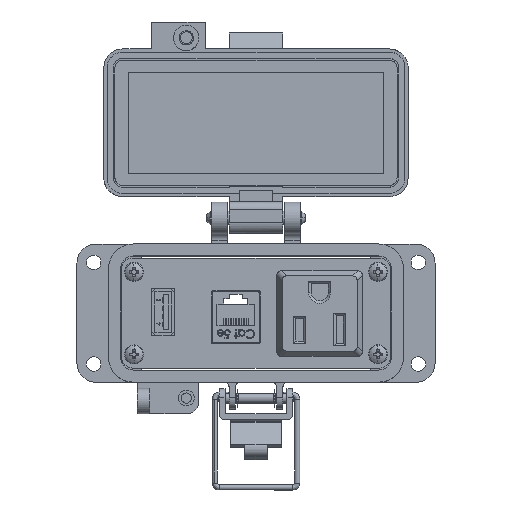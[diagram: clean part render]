
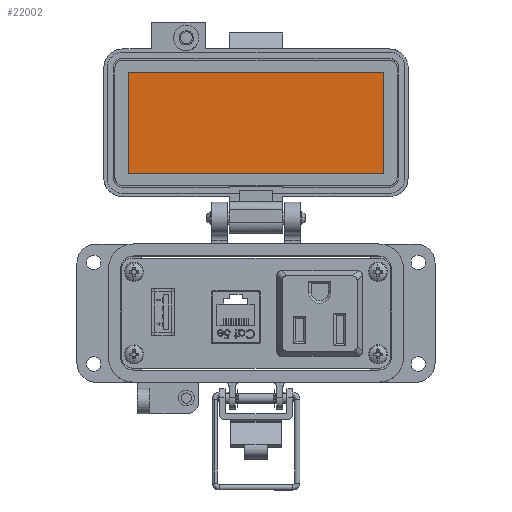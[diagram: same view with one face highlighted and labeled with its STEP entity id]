
A CAD part, top view. The second image highlights one B-rep face of the part: STEP entity #22002.
In plain terms, the highlighted planar face has unit normal (0, 0, 1).
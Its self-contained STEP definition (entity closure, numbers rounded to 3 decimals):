
#1856 = VECTOR ( 'NONE', #49042, 1000. ) ;
#1892 = CARTESIAN_POINT ( 'NONE',  ( -40.25, 51.154, -25.55 ) ) ;
#4152 = VECTOR ( 'NONE', #33724, 1000. ) ;
#4504 = DIRECTION ( 'NONE',  ( -1., 0., 0. ) ) ;
#5479 = CARTESIAN_POINT ( 'NONE',  ( -8.5, 83.154, -25.55 ) ) ;
#5886 = DIRECTION ( 'NONE',  ( 0., 0., 1. ) ) ;
#9571 = EDGE_LOOP ( 'NONE', ( #29584, #61408, #67113, #10413 ) ) ;
#10413 = ORIENTED_EDGE ( 'NONE', *, *, #43808, .F. ) ;
#10989 = VECTOR ( 'NONE', #11348, 1000. ) ;
#11348 = DIRECTION ( 'NONE',  ( 0., 1., 0. ) ) ;
#14671 = FACE_OUTER_BOUND ( 'NONE', #9571, .T. ) ;
#14808 = VERTEX_POINT ( 'NONE', #27476 ) ;
#16950 = PLANE ( 'NONE',  #72570 ) ;
#20353 = CARTESIAN_POINT ( 'NONE',  ( -40.25, 83.154, -25.55 ) ) ;
#20870 = LINE ( 'NONE', #5479, #4152 ) ;
#21567 = VECTOR ( 'NONE', #4504, 1000. ) ;
#22002 = ADVANCED_FACE ( 'NONE', ( #14671 ), #16950, .T. ) ;
#27476 = CARTESIAN_POINT ( 'NONE',  ( 40.25, 51.154, -25.55 ) ) ;
#29584 = ORIENTED_EDGE ( 'NONE', *, *, #53803, .F. ) ;
#33724 = DIRECTION ( 'NONE',  ( 1., 0., 0. ) ) ;
#35765 = VERTEX_POINT ( 'NONE', #52959 ) ;
#37132 = VERTEX_POINT ( 'NONE', #20353 ) ;
#38217 = LINE ( 'NONE', #66195, #21567 ) ;
#39520 = CARTESIAN_POINT ( 'NONE',  ( -8.5, 67.154, -25.55 ) ) ;
#39804 = VERTEX_POINT ( 'NONE', #1892 ) ;
#42694 = LINE ( 'NONE', #62011, #10989 ) ;
#43408 = CARTESIAN_POINT ( 'NONE',  ( 40.25, 67.154, -25.55 ) ) ;
#43808 = EDGE_CURVE ( 'NONE', #35765, #14808, #46690, .T. ) ;
#45231 = DIRECTION ( 'NONE',  ( 0., -1., 0. ) ) ;
#45284 = EDGE_CURVE ( 'NONE', #39804, #37132, #42694, .T. ) ;
#46690 = LINE ( 'NONE', #43408, #1856 ) ;
#49042 = DIRECTION ( 'NONE',  ( 0., -1., 0. ) ) ;
#52959 = CARTESIAN_POINT ( 'NONE',  ( 40.25, 83.154, -25.55 ) ) ;
#53803 = EDGE_CURVE ( 'NONE', #37132, #35765, #20870, .T. ) ;
#57188 = EDGE_CURVE ( 'NONE', #14808, #39804, #38217, .T. ) ;
#61408 = ORIENTED_EDGE ( 'NONE', *, *, #45284, .F. ) ;
#62011 = CARTESIAN_POINT ( 'NONE',  ( -40.25, 67.154, -25.55 ) ) ;
#66195 = CARTESIAN_POINT ( 'NONE',  ( 42., 51.154, -25.55 ) ) ;
#67113 = ORIENTED_EDGE ( 'NONE', *, *, #57188, .F. ) ;
#72570 = AXIS2_PLACEMENT_3D ( 'NONE', #39520, #5886, #45231 ) ;
